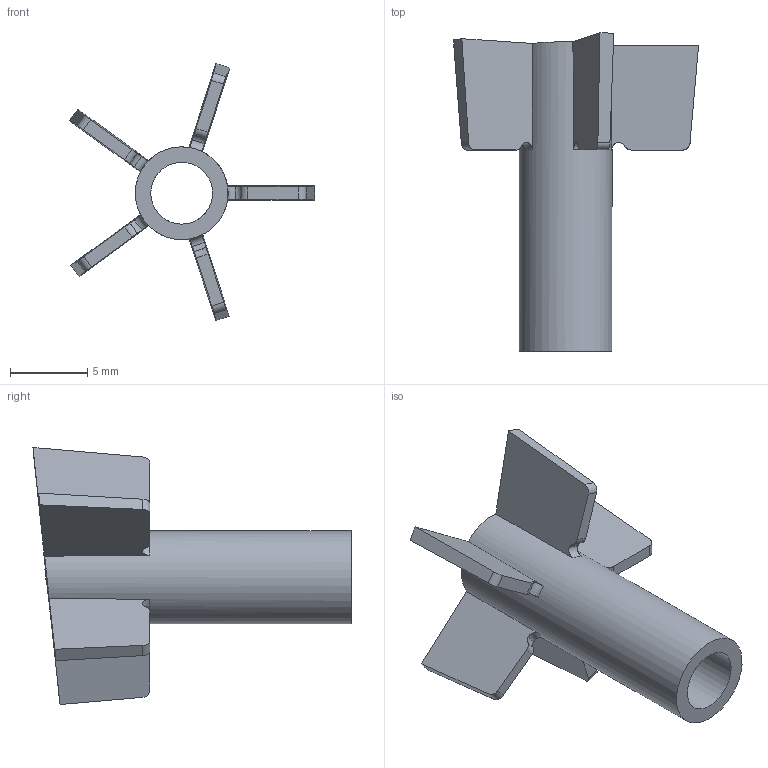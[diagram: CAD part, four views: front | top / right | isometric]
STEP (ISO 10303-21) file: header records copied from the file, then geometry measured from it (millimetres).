
FILE_DESCRIPTION(('Open CASCADE Model'),'2;1');
FILE_NAME('Open CASCADE Shape Model','2025-10-21T21:37:34',('Author'),( 'Open CASCADE'),'Open CASCADE STEP processor 7.7','Open CASCADE 7.7' ,'Unknown');
FILE_SCHEMA(('AUTOMOTIVE_DESIGN { 1 0 10303 214 1 1 1 1 }'));
Length unit declared in the file: millimetre
Products named in the file (49): Open CASCADE STEP translator 7.7 33; Open CASCADE STEP translator 7.7 33.1; Open CASCADE STEP translator 7.7 33.2; Open CASCADE STEP translator 7.7 33.3; Open CASCADE STEP translator 7.7 33.4; Open CASCADE STEP translator 7.7 33.5; Open CASCADE STEP translator 7.7 33.6; Open CASCADE STEP translator 7.7 33.7; Open CASCADE STEP translator 7.7 33.8; Open CASCADE STEP translator 7.7 33.9; Open CASCADE STEP translator 7.7 33.10; Open CASCADE STEP translator 7.7 33.11; Open CASCADE STEP translator 7.7 33.12; Open CASCADE STEP translator 7.7 33.13; Open CASCADE STEP translator 7.7 33.14; Open CASCADE STEP translator 7.7 33.15; Open CASCADE STEP translator 7.7 33.16; Open CASCADE STEP translator 7.7 33.17; Open CASCADE STEP translator 7.7 33.18; Open CASCADE STEP translator 7.7 33.19; Open CASCADE STEP translator 7.7 33.20; Open CASCADE STEP translator 7.7 33.21; Open CASCADE STEP translator 7.7 33.22; Open CASCADE STEP translator 7.7 33.23; Open CASCADE STEP translator 7.7 33.24; Open CASCADE STEP translator 7.7 33.25; Open CASCADE STEP translator 7.7 33.26; Open CASCADE STEP translator 7.7 33.27; Open CASCADE STEP translator 7.7 33.28; Open CASCADE STEP translator 7.7 33.29; Open CASCADE STEP translator 7.7 33.30; Open CASCADE STEP translator 7.7 33.31; Open CASCADE STEP translator 7.7 33.32; Open CASCADE STEP translator 7.7 33.33; Open CASCADE STEP translator 7.7 33.34; Open CASCADE STEP translator 7.7 33.35; Open CASCADE STEP translator 7.7 33.36; Open CASCADE STEP translator 7.7 33.37; Open CASCADE STEP translator 7.7 33.38; Open CASCADE STEP translator 7.7 33.39 ...
Assembly tree (48 placements, depth 2):
  Open CASCADE STEP translator 7.7 33
    Open CASCADE STEP translator 7.7 33.1
    Open CASCADE STEP translator 7.7 33.2
    Open CASCADE STEP translator 7.7 33.3
    Open CASCADE STEP translator 7.7 33.4
    Open CASCADE STEP translator 7.7 33.5
    Open CASCADE STEP translator 7.7 33.6
    Open CASCADE STEP translator 7.7 33.7
    Open CASCADE STEP translator 7.7 33.8
    Open CASCADE STEP translator 7.7 33.9
    Open CASCADE STEP translator 7.7 33.10
    Open CASCADE STEP translator 7.7 33.11
    Open CASCADE STEP translator 7.7 33.12
    Open CASCADE STEP translator 7.7 33.13
    Open CASCADE STEP translator 7.7 33.14
    Open CASCADE STEP translator 7.7 33.15
    Open CASCADE STEP translator 7.7 33.16
    Open CASCADE STEP translator 7.7 33.17
    Open CASCADE STEP translator 7.7 33.18
    Open CASCADE STEP translator 7.7 33.19
    Open CASCADE STEP translator 7.7 33.20
    Open CASCADE STEP translator 7.7 33.21
    Open CASCADE STEP translator 7.7 33.22
    Open CASCADE STEP translator 7.7 33.23
    Open CASCADE STEP translator 7.7 33.24
    Open CASCADE STEP translator 7.7 33.25
    Open CASCADE STEP translator 7.7 33.26
    Open CASCADE STEP translator 7.7 33.27
    Open CASCADE STEP translator 7.7 33.28
    Open CASCADE STEP translator 7.7 33.29
    Open CASCADE STEP translator 7.7 33.30
    Open CASCADE STEP translator 7.7 33.31
    Open CASCADE STEP translator 7.7 33.32
    Open CASCADE STEP translator 7.7 33.33
    Open CASCADE STEP translator 7.7 33.34
    Open CASCADE STEP translator 7.7 33.35
    Open CASCADE STEP translator 7.7 33.36
    Open CASCADE STEP translator 7.7 33.37
    Open CASCADE STEP translator 7.7 33.38
    Open CASCADE STEP translator 7.7 33.39
    Open CASCADE STEP translator 7.7 33.40
    Open CASCADE STEP translator 7.7 33.41
    Open CASCADE STEP translator 7.7 33.42
    Open CASCADE STEP translator 7.7 33.43
    Open CASCADE STEP translator 7.7 33.44
    Open CASCADE STEP translator 7.7 33.45
    Open CASCADE STEP translator 7.7 33.46
    Open CASCADE STEP translator 7.7 33.47
    Open CASCADE STEP translator 7.7 33.48
Bounding box: 15.85 x 20.57 x 16.62 mm (x, y, z)
Surface area: 1007.2 mm2 (no closed solid volume)
Topology: 0 solids, 48 shells, 48 faces, 261 edges, 259 vertices
Faces by surface type: plane 21, torus 15, cylinder 7, cone 5
Full cylindrical faces by diameter (mm): 4 x1, 6 x1
Entity records: 6641 total; most frequent: CARTESIAN_POINT 2614, DIRECTION 582, ORIENTED_EDGE 263, PCURVE 263, DEFINITIONAL_REPRESENTATION 263, EDGE_CURVE 261, VERTEX_POINT 259, SURFACE_CURVE 259
